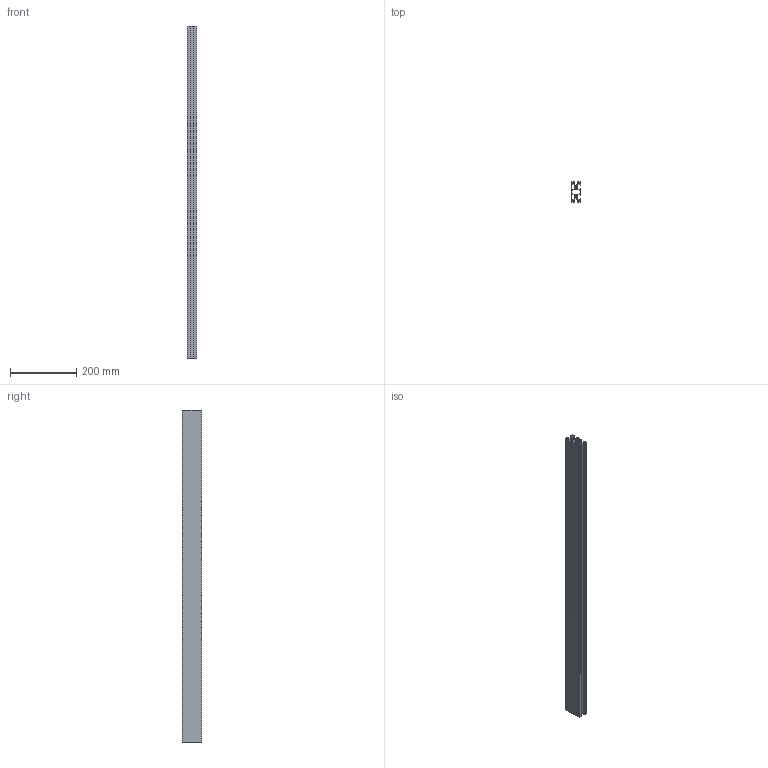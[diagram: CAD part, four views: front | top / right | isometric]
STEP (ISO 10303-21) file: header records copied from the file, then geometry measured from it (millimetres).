
FILE_DESCRIPTION(/* description */ ('KriTec Profil 8 60x30 2N'),/* implementation_level */ '2;1');
FILE_NAME(/* name */ '91007_KriTec_Profil_8_60x30_2N.stp',/* time_stamp */ '2021-06-11T08:38:27+02:00',/* author */ ('jendrek'),/* organization */ (''),/* preprocessor_version */ 'ST-DEVELOPER v17',/* originating_system */ 'Autodesk Inventor 2018',/* authorisation */ '');
FILE_SCHEMA (('AUTOMOTIVE_DESIGN { 1 0 10303 214 3 1 1 }'));
Length unit declared in the file: millimetre
Products named in the file (1): 91007 -1000
Bounding box: 30 x 60 x 1000 mm (x, y, z)
Volume: 576003.3 mm3; surface area: 604024.6 mm2
Topology: 1 solids, 1 shells, 150 faces, 444 edges, 296 vertices
Faces by surface type: plane 134, cylinder 16
Entity records: 5015 total; most frequent: CARTESIAN_POINT 891, ORIENTED_EDGE 888, DIRECTION 778, EDGE_CURVE 444, LINE 412, VECTOR 412, VERTEX_POINT 296, AXIS2_PLACEMENT_3D 183
